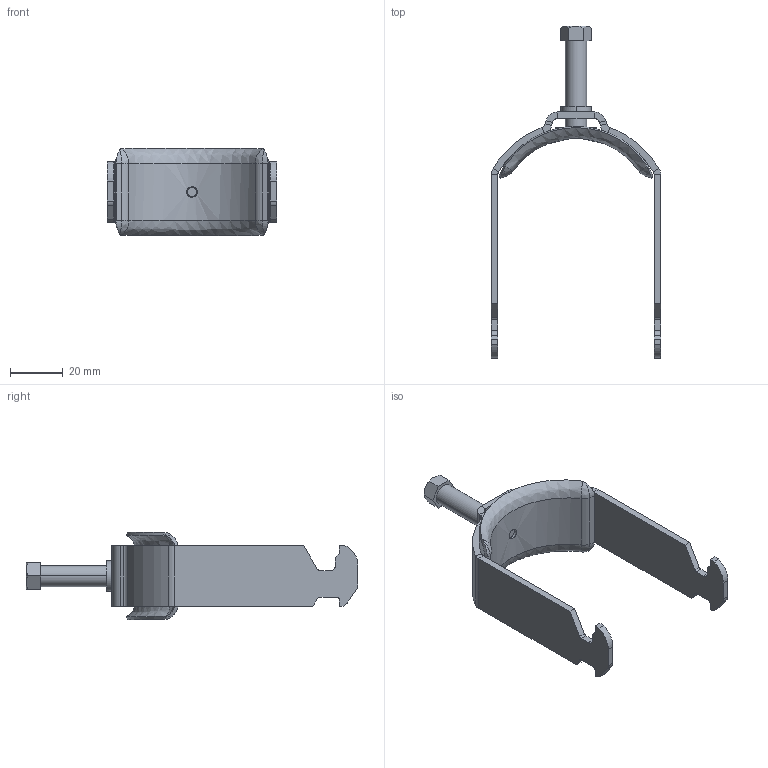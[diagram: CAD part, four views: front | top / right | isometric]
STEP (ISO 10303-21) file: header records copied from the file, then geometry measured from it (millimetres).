
FILE_DESCRIPTION(/* description */ (''),/* implementation_level */ '2;1');
FILE_NAME(/* name */ '1156098',/* time_stamp */ '2015-11-19T08:49:26+01:00',/* author */ (''),/* organization */ (''),/* preprocessor_version */ 'ST-DEVELOPER v15',/* originating_system */ '',/* authorisation */ '');
FILE_SCHEMA (('CONFIG_CONTROL_DESIGN'));
Length unit declared in the file: millimetre
Products named in the file (2): Document; Block 01
Assembly tree (1 placements, depth 2):
  Document
    Block 01
Bounding box: 64 x 125.5 x 33.15 mm (x, y, z)
Volume: 17663.4 mm3; surface area: 17287.3 mm2
Topology: 3 solids, 3 shells, 276 faces, 675 edges, 420 vertices
Faces by surface type: bspline 162, plane 114
Entity records: 15368 total; most frequent: CARTESIAN_POINT 10900, ORIENTED_EDGE 1350, EDGE_CURVE 675, B_SPLINE_CURVE_WITH_KNOTS 537, VERTEX_POINT 420, EDGE_LOOP 295, ADVANCED_FACE 276, FACE_OUTER_BOUND 276
